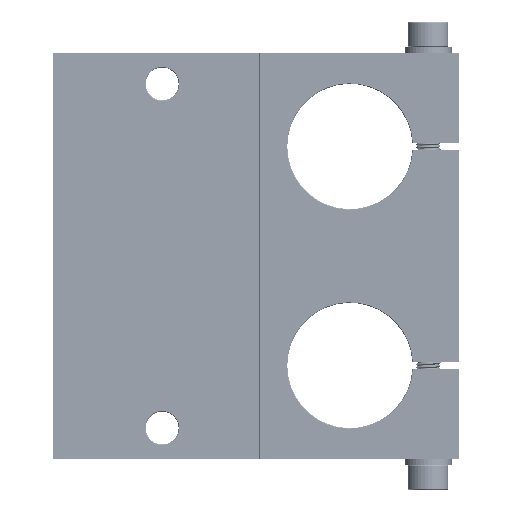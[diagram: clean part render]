
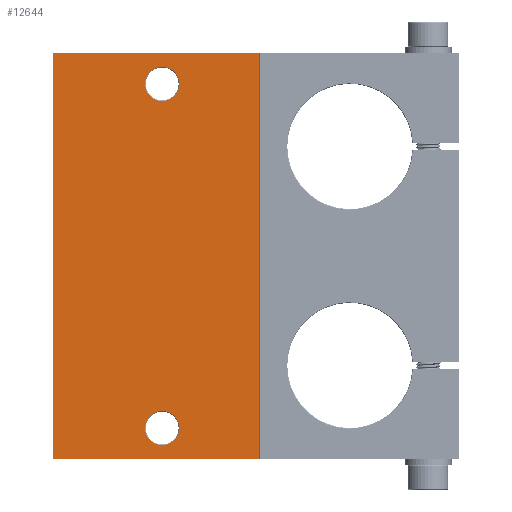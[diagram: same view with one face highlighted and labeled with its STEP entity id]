
A CAD part, front view. The second image highlights one B-rep face of the part: STEP entity #12644.
In plain terms, the highlighted planar face has unit normal (0, -1, 0).
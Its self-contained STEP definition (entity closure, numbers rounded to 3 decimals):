
#73=FACE_BOUND('',#1474,.T.);
#74=FACE_BOUND('',#1475,.T.);
#126=PLANE('',#13436);
#765=FACE_OUTER_BOUND('',#1473,.T.);
#1473=EDGE_LOOP('',(#10712,#10713,#10714,#10715));
#1474=EDGE_LOOP('',(#10716));
#1475=EDGE_LOOP('',(#10717));
#1726=CIRCLE('',#13432,5.45);
#1729=CIRCLE('',#13437,5.45);
#3398=LINE('',#49413,#4123);
#3399=LINE('',#49415,#4124);
#3400=LINE('',#49417,#4125);
#3401=LINE('',#49418,#4126);
#4123=VECTOR('',#15312,10.);
#4124=VECTOR('',#15313,10.);
#4125=VECTOR('',#15314,10.);
#4126=VECTOR('',#15315,10.);
#5398=VERTEX_POINT('',#49401);
#5401=VERTEX_POINT('',#49411);
#5402=VERTEX_POINT('',#49412);
#5403=VERTEX_POINT('',#49414);
#5404=VERTEX_POINT('',#49416);
#5405=VERTEX_POINT('',#49419);
#7201=EDGE_CURVE('',#5398,#5398,#1726,.T.);
#7206=EDGE_CURVE('',#5401,#5402,#3398,.T.);
#7207=EDGE_CURVE('',#5403,#5401,#3399,.T.);
#7208=EDGE_CURVE('',#5404,#5403,#3400,.T.);
#7209=EDGE_CURVE('',#5402,#5404,#3401,.T.);
#7210=EDGE_CURVE('',#5405,#5405,#1729,.T.);
#10712=ORIENTED_EDGE('',*,*,#7206,.F.);
#10713=ORIENTED_EDGE('',*,*,#7207,.F.);
#10714=ORIENTED_EDGE('',*,*,#7208,.F.);
#10715=ORIENTED_EDGE('',*,*,#7209,.F.);
#10716=ORIENTED_EDGE('',*,*,#7210,.F.);
#10717=ORIENTED_EDGE('',*,*,#7201,.F.);
#12644=ADVANCED_FACE('',(#765,#73,#74),#126,.T.);
#13432=AXIS2_PLACEMENT_3D('',#49402,#15300,#15301);
#13436=AXIS2_PLACEMENT_3D('',#49410,#15310,#15311);
#13437=AXIS2_PLACEMENT_3D('',#49420,#15316,#15317);
#15300=DIRECTION('center_axis',(0.,-1.,0.));
#15301=DIRECTION('ref_axis',(-1.,0.,0.));
#15310=DIRECTION('center_axis',(0.,-1.,0.));
#15311=DIRECTION('ref_axis',(1.,0.,0.));
#15312=DIRECTION('',(-1.,0.,0.));
#15313=DIRECTION('',(0.,0.,-1.));
#15314=DIRECTION('',(1.,0.,0.));
#15315=DIRECTION('',(0.,0.,1.));
#15316=DIRECTION('center_axis',(0.,-1.,0.));
#15317=DIRECTION('ref_axis',(-1.,0.,0.));
#49401=CARTESIAN_POINT('',(-89.55,20.,10.));
#49402=CARTESIAN_POINT('Origin',(-95.,20.,10.));
#49410=CARTESIAN_POINT('Origin',(-130.,20.,0.));
#49411=CARTESIAN_POINT('',(-64.2,20.,0.2));
#49412=CARTESIAN_POINT('',(-129.8,20.,0.2));
#49413=CARTESIAN_POINT('',(-97.5,20.,0.2));
#49414=CARTESIAN_POINT('',(-64.2,20.,129.8));
#49415=CARTESIAN_POINT('',(-64.2,20.,0.));
#49416=CARTESIAN_POINT('',(-129.8,20.,129.8));
#49417=CARTESIAN_POINT('',(-97.5,20.,129.8));
#49418=CARTESIAN_POINT('',(-129.8,20.,0.));
#49419=CARTESIAN_POINT('',(-89.55,20.,120.));
#49420=CARTESIAN_POINT('Origin',(-95.,20.,120.));
